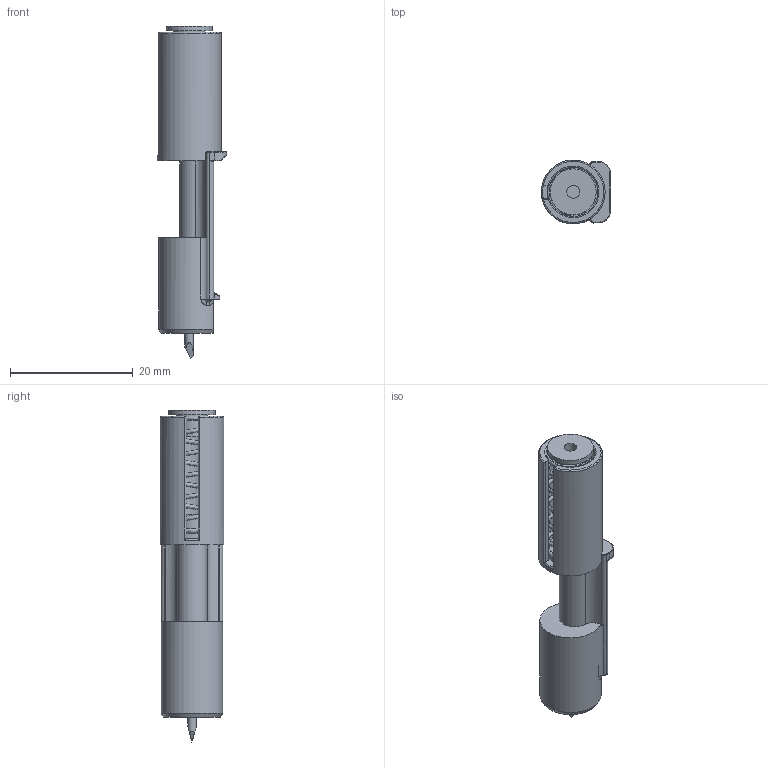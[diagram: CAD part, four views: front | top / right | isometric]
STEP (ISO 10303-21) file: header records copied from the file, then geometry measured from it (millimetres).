
FILE_DESCRIPTION(/* description */ (''),/* implementation_level */ '2;1');
FILE_NAME(/* name */ 'Bambu A1 Roland Drag Knife v30.step',/* time_stamp */ '2025-10-06T09:01:36-07:00',/* author */ (''),/* organization */ (''),/* preprocessor_version */ 'ST-DEVELOPER v20.1',/* originating_system */ 'Autodesk Translation Framework v14.17.0.0',/* authorisation */ '');
FILE_SCHEMA (('AUTOMOTIVE_DESIGN { 1 0 10303 214 3 1 1 }'));
Length unit declared in the file: millimetre
Products named in the file (5): a1 mini nozzle; blade; 7804K121_Stainless Steel Ball Bearing; 8969T552_316 Stainless Steel Corrosion-Resistant Compression Springs; rod
Assembly tree (5 placements, depth 2):
  a1 mini nozzle
    7804K121_Stainless Steel Ball Bearing  x2
    blade
    8969T552_316 Stainless Steel Corrosion-Resistant Compression Springs
    rod
Bounding box: 11.28 x 10.39 x 54.11 mm (x, y, z)
Volume: 2412.3 mm3; surface area: 4446.7 mm2
Topology: 39 solids, 39 shells, 236 faces, 533 edges, 333 vertices
Faces by surface type: cylinder 86, plane 65, sphere 27, torus 25, bspline 22, cone 11
Full cylindrical faces by diameter (mm): 1.4 x1, 1.7 x2, 2 x3, 2.1 x1, 2.4 x1, 3.736 x8, 4.264 x8, 4.6 x2, 5 x2, 6 x2, 7.5 x2, 10.4 x1
Entity records: 9525 total; most frequent: CARTESIAN_POINT 4910, DIRECTION 991, ORIENTED_EDGE 860, EDGE_CURVE 430, AXIS2_PLACEMENT_3D 429, VERTEX_POINT 283, EDGE_LOOP 219, CIRCLE 210
